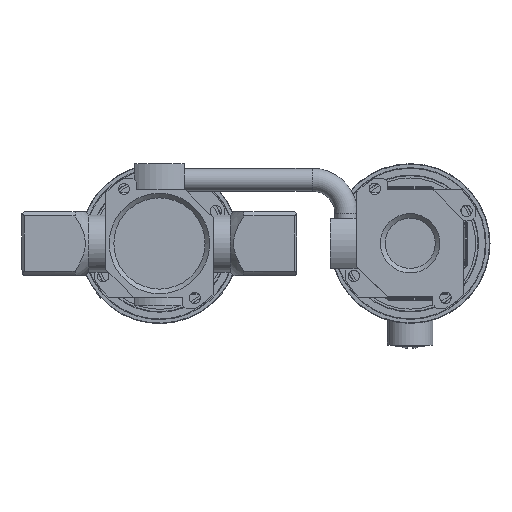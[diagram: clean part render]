
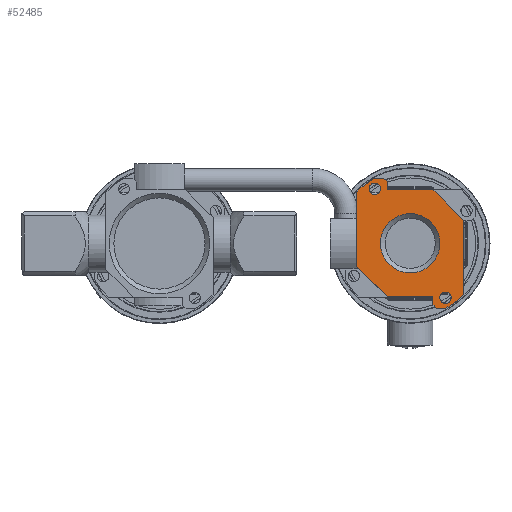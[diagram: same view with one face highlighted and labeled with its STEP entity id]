
A CAD part, top view. The second image highlights one B-rep face of the part: STEP entity #52485.
In plain terms, the highlighted planar face has unit normal (0, 0, 1).
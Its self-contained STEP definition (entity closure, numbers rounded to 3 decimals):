
#3220=LINE('',#121254,#5592);
#3221=LINE('',#121259,#5593);
#3222=LINE('',#121261,#5594);
#3223=LINE('',#121263,#5595);
#3224=LINE('',#121265,#5596);
#3225=LINE('',#121267,#5597);
#3226=LINE('',#121269,#5598);
#3227=LINE('',#121273,#5599);
#3228=LINE('',#121275,#5600);
#3229=LINE('',#121277,#5601);
#3230=LINE('',#121279,#5602);
#3231=LINE('',#121281,#5603);
#5592=VECTOR('',#88727,1000.);
#5593=VECTOR('',#88730,1000.);
#5594=VECTOR('',#88731,1000.);
#5595=VECTOR('',#88732,1000.);
#5596=VECTOR('',#88733,1000.);
#5597=VECTOR('',#88734,1000.);
#5598=VECTOR('',#88735,1000.);
#5599=VECTOR('',#88738,1000.);
#5600=VECTOR('',#88739,1000.);
#5601=VECTOR('',#88740,1000.);
#5602=VECTOR('',#88741,1000.);
#5603=VECTOR('',#88742,1000.);
#24182=ORIENTED_EDGE('',*,*,#32182,.F.);
#24183=ORIENTED_EDGE('',*,*,#32183,.F.);
#24184=ORIENTED_EDGE('',*,*,#32184,.F.);
#24185=ORIENTED_EDGE('',*,*,#32185,.F.);
#24186=ORIENTED_EDGE('',*,*,#32186,.F.);
#24187=ORIENTED_EDGE('',*,*,#32187,.F.);
#24188=ORIENTED_EDGE('',*,*,#32188,.F.);
#24189=ORIENTED_EDGE('',*,*,#32189,.F.);
#24190=ORIENTED_EDGE('',*,*,#32190,.F.);
#24191=ORIENTED_EDGE('',*,*,#32191,.F.);
#24192=ORIENTED_EDGE('',*,*,#32192,.F.);
#24193=ORIENTED_EDGE('',*,*,#32193,.F.);
#24194=ORIENTED_EDGE('',*,*,#32194,.F.);
#24195=ORIENTED_EDGE('',*,*,#32195,.F.);
#24196=ORIENTED_EDGE('',*,*,#32196,.F.);
#24197=ORIENTED_EDGE('',*,*,#32197,.F.);
#24198=ORIENTED_EDGE('',*,*,#32198,.F.);
#32182=EDGE_CURVE('',#37004,#37004,#40522,.F.);
#32183=EDGE_CURVE('',#37005,#37005,#40523,.F.);
#32184=EDGE_CURVE('',#37006,#37006,#40524,.F.);
#32185=EDGE_CURVE('',#37007,#37008,#3220,.T.);
#32186=EDGE_CURVE('',#37009,#37007,#40525,.T.);
#32187=EDGE_CURVE('',#37010,#37009,#3221,.T.);
#32188=EDGE_CURVE('',#37011,#37010,#3222,.T.);
#32189=EDGE_CURVE('',#37012,#37011,#3223,.T.);
#32190=EDGE_CURVE('',#37013,#37012,#3224,.T.);
#32191=EDGE_CURVE('',#37014,#37013,#3225,.T.);
#32192=EDGE_CURVE('',#37015,#37014,#3226,.T.);
#32193=EDGE_CURVE('',#37016,#37015,#40526,.T.);
#32194=EDGE_CURVE('',#37017,#37016,#3227,.T.);
#32195=EDGE_CURVE('',#37018,#37017,#3228,.T.);
#32196=EDGE_CURVE('',#37019,#37018,#3229,.T.);
#32197=EDGE_CURVE('',#37020,#37019,#3230,.T.);
#32198=EDGE_CURVE('',#37008,#37020,#3231,.T.);
#37004=VERTEX_POINT('',#121249);
#37005=VERTEX_POINT('',#121251);
#37006=VERTEX_POINT('',#121253);
#37007=VERTEX_POINT('',#121255);
#37008=VERTEX_POINT('',#121256);
#37009=VERTEX_POINT('',#121258);
#37010=VERTEX_POINT('',#121260);
#37011=VERTEX_POINT('',#121262);
#37012=VERTEX_POINT('',#121264);
#37013=VERTEX_POINT('',#121266);
#37014=VERTEX_POINT('',#121268);
#37015=VERTEX_POINT('',#121270);
#37016=VERTEX_POINT('',#121272);
#37017=VERTEX_POINT('',#121274);
#37018=VERTEX_POINT('',#121276);
#37019=VERTEX_POINT('',#121278);
#37020=VERTEX_POINT('',#121280);
#40522=CIRCLE('',#74681,2.5);
#40523=CIRCLE('',#74682,2.5);
#40524=CIRCLE('',#74683,13.);
#40525=CIRCLE('',#74684,32.5);
#40526=CIRCLE('',#74685,32.5);
#44244=EDGE_LOOP('',(#24182));
#44245=EDGE_LOOP('',(#24183));
#44246=EDGE_LOOP('',(#24184));
#44247=EDGE_LOOP('',(#24185,#24186,#24187,#24188,#24189,#24190,#24191,#24192,
#24193,#24194,#24195,#24196,#24197,#24198));
#48195=FACE_BOUND('',#44244,.T.);
#48196=FACE_BOUND('',#44245,.T.);
#48197=FACE_BOUND('',#44246,.T.);
#48198=FACE_BOUND('',#44247,.T.);
#49186=PLANE('',#74680);
#52485=ADVANCED_FACE('',(#48195,#48196,#48197,#48198),#49186,.F.);
#74680=AXIS2_PLACEMENT_3D('',#121247,#88719,#88720);
#74681=AXIS2_PLACEMENT_3D('',#121248,#88721,#88722);
#74682=AXIS2_PLACEMENT_3D('',#121250,#88723,#88724);
#74683=AXIS2_PLACEMENT_3D('',#121252,#88725,#88726);
#74684=AXIS2_PLACEMENT_3D('',#121257,#88728,#88729);
#74685=AXIS2_PLACEMENT_3D('',#121271,#88736,#88737);
#88719=DIRECTION('',(0.,0.,-1.));
#88720=DIRECTION('',(-1.,0.,0.));
#88721=DIRECTION('',(0.,0.,-1.));
#88722=DIRECTION('',(-1.,0.,0.));
#88723=DIRECTION('',(0.,0.,-1.));
#88724=DIRECTION('',(-1.,0.,0.));
#88725=DIRECTION('',(0.,0.,-1.));
#88726=DIRECTION('',(-1.,0.,0.));
#88727=DIRECTION('',(1.,0.,0.));
#88728=DIRECTION('',(0.,0.,-1.));
#88729=DIRECTION('',(-1.,0.,0.));
#88730=DIRECTION('',(0.,1.,0.));
#88731=DIRECTION('',(-0.707,0.707,0.));
#88732=DIRECTION('',(-1.,0.,0.));
#88733=DIRECTION('',(0.,1.,0.));
#88734=DIRECTION('',(-0.707,0.707,0.));
#88735=DIRECTION('',(-1.,0.,0.));
#88736=DIRECTION('',(0.,0.,-1.));
#88737=DIRECTION('',(-1.,0.,0.));
#88738=DIRECTION('',(0.,-1.,0.));
#88739=DIRECTION('',(0.707,-0.707,0.));
#88740=DIRECTION('',(1.,0.,0.));
#88741=DIRECTION('',(0.,-1.,0.));
#88742=DIRECTION('',(0.707,-0.707,0.));
#121247=CARTESIAN_POINT('',(212.25,2.852,55.));
#121248=CARTESIAN_POINT('',(169.38,58.999,55.));
#121249=CARTESIAN_POINT('',(166.88,58.999,55.));
#121250=CARTESIAN_POINT('',(200.42,11.201,55.));
#121251=CARTESIAN_POINT('',(197.92,11.201,55.));
#121252=CARTESIAN_POINT('',(184.9,35.1,55.));
#121253=CARTESIAN_POINT('',(171.9,35.1,55.));
#121254=CARTESIAN_POINT('',(212.25,63.6,55.));
#121255=CARTESIAN_POINT('',(169.279,63.6,55.));
#121256=CARTESIAN_POINT('',(173.25,63.6,55.));
#121257=CARTESIAN_POINT('',(184.9,35.1,55.));
#121258=CARTESIAN_POINT('',(161.4,57.55,55.));
#121259=CARTESIAN_POINT('',(161.4,2.852,55.));
#121260=CARTESIAN_POINT('',(161.4,25.1,55.));
#121261=CARTESIAN_POINT('',(197.949,-11.449,55.));
#121262=CARTESIAN_POINT('',(174.9,11.6,55.));
#121263=CARTESIAN_POINT('',(212.25,11.6,55.));
#121264=CARTESIAN_POINT('',(194.9,11.6,55.));
#121265=CARTESIAN_POINT('',(194.9,2.852,55.));
#121266=CARTESIAN_POINT('',(194.9,8.25,55.));
#121267=CARTESIAN_POINT('',(206.274,-3.124,55.));
#121268=CARTESIAN_POINT('',(196.55,6.6,55.));
#121269=CARTESIAN_POINT('',(212.25,6.6,55.));
#121270=CARTESIAN_POINT('',(200.52,6.6,55.));
#121271=CARTESIAN_POINT('',(184.9,35.1,55.));
#121272=CARTESIAN_POINT('',(208.4,12.65,55.));
#121273=CARTESIAN_POINT('',(208.4,2.852,55.));
#121274=CARTESIAN_POINT('',(208.4,45.1,55.));
#121275=CARTESIAN_POINT('',(231.449,22.051,55.));
#121276=CARTESIAN_POINT('',(194.9,58.6,55.));
#121277=CARTESIAN_POINT('',(212.25,58.6,55.));
#121278=CARTESIAN_POINT('',(174.9,58.6,55.));
#121279=CARTESIAN_POINT('',(174.9,2.852,55.));
#121280=CARTESIAN_POINT('',(174.9,61.95,55.));
#121281=CARTESIAN_POINT('',(223.124,13.726,55.));
